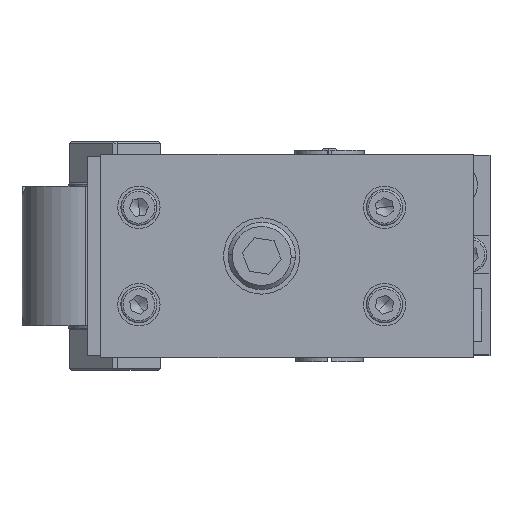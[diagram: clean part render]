
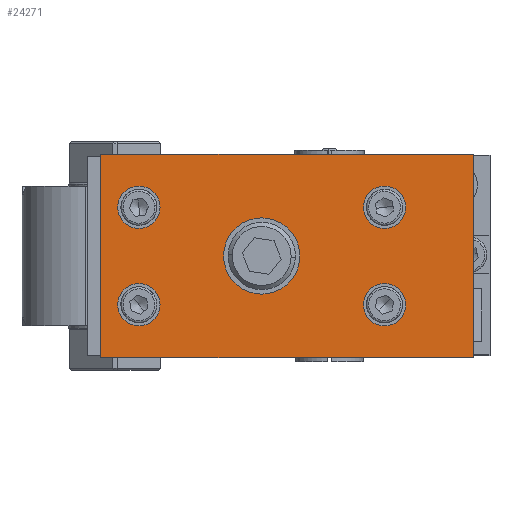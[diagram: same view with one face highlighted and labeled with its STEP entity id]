
A CAD part, left-side view. The second image highlights one B-rep face of the part: STEP entity #24271.
In plain terms, the highlighted planar face has unit normal (-1, 0, 0).
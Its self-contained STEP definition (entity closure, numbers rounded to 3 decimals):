
#17763=CARTESIAN_POINT('Vertex',(-242.2,-84.6,24.)) ;
#17766=CARTESIAN_POINT('Line Origine',(-242.2,-84.6,0.)) ;
#17770=CARTESIAN_POINT('Vertex',(-242.2,-84.6,-24.)) ;
#19054=CARTESIAN_POINT('Vertex',(-242.2,-58.6,11.5)) ;
#19057=CARTESIAN_POINT('Axis2P3D Location',(-242.2,-63.6,11.5)) ;
#19061=CARTESIAN_POINT('Vertex',(-242.2,-68.6,11.5)) ;
#19088=CARTESIAN_POINT('Axis2P3D Location',(-242.2,-63.6,11.5)) ;
#19092=CARTESIAN_POINT('Vertex',(-242.2,-63.582,16.5)) ;
#19112=CARTESIAN_POINT('Axis2P3D Location',(-242.2,-63.6,11.5)) ;
#19134=CARTESIAN_POINT('Axis2P3D Location',(-242.2,-5.6,-11.5)) ;
#19138=CARTESIAN_POINT('Vertex',(-242.2,-0.6,-11.5)) ;
#19140=CARTESIAN_POINT('Vertex',(-242.2,-10.6,-11.5)) ;
#19179=CARTESIAN_POINT('Axis2P3D Location',(-242.2,-5.6,-11.5)) ;
#19196=CARTESIAN_POINT('Axis2P3D Location',(-242.2,-34.6,0.)) ;
#19200=CARTESIAN_POINT('Vertex',(-242.2,-25.6,0.)) ;
#19202=CARTESIAN_POINT('Vertex',(-242.2,-43.6,0.)) ;
#19241=CARTESIAN_POINT('Axis2P3D Location',(-242.2,-34.6,0.)) ;
#19258=CARTESIAN_POINT('Axis2P3D Location',(-242.2,-63.6,-11.5)) ;
#19262=CARTESIAN_POINT('Vertex',(-242.2,-58.6,-11.5)) ;
#19264=CARTESIAN_POINT('Vertex',(-242.2,-68.6,-11.5)) ;
#19303=CARTESIAN_POINT('Axis2P3D Location',(-242.2,-63.6,-11.5)) ;
#19333=CARTESIAN_POINT('Vertex',(-242.2,-0.6,11.5)) ;
#19336=CARTESIAN_POINT('Axis2P3D Location',(-242.2,-5.6,11.5)) ;
#19340=CARTESIAN_POINT('Vertex',(-242.2,-10.6,11.5)) ;
#19360=CARTESIAN_POINT('Axis2P3D Location',(-242.2,-5.6,11.5)) ;
#24220=CARTESIAN_POINT('Axis2P3D Location',(-242.2,-40.6,0.)) ;
#24225=CARTESIAN_POINT('Line Origine',(-242.2,3.4,0.)) ;
#24229=CARTESIAN_POINT('Vertex',(-242.2,3.4,24.)) ;
#24231=CARTESIAN_POINT('Vertex',(-242.2,3.4,-24.)) ;
#24234=CARTESIAN_POINT('Line Origine',(-242.2,-40.6,-24.)) ;
#24239=CARTESIAN_POINT('Line Origine',(-242.2,-40.6,24.)) ;
#17767=DIRECTION('Vector Direction',(0.,0.,1.)) ;
#19058=DIRECTION('Axis2P3D Direction',(-1.,0.,0.)) ;
#19089=DIRECTION('Axis2P3D Direction',(-1.,0.,0.)) ;
#19113=DIRECTION('Axis2P3D Direction',(-1.,0.,0.)) ;
#19135=DIRECTION('Axis2P3D Direction',(-1.,0.,0.)) ;
#19180=DIRECTION('Axis2P3D Direction',(-1.,0.,0.)) ;
#19197=DIRECTION('Axis2P3D Direction',(-1.,0.,0.)) ;
#19242=DIRECTION('Axis2P3D Direction',(-1.,0.,0.)) ;
#19259=DIRECTION('Axis2P3D Direction',(-1.,0.,0.)) ;
#19304=DIRECTION('Axis2P3D Direction',(-1.,0.,0.)) ;
#19337=DIRECTION('Axis2P3D Direction',(-1.,0.,0.)) ;
#19361=DIRECTION('Axis2P3D Direction',(-1.,0.,0.)) ;
#24221=DIRECTION('Axis2P3D Direction',(1.,0.,0.)) ;
#24222=DIRECTION('Axis2P3D XDirection',(0.,1.,0.)) ;
#24226=DIRECTION('Vector Direction',(0.,0.,-1.)) ;
#24235=DIRECTION('Vector Direction',(0.,-1.,0.)) ;
#24240=DIRECTION('Vector Direction',(0.,1.,0.)) ;
#19059=AXIS2_PLACEMENT_3D('Circle Axis2P3D',#19057,#19058,$) ;
#19090=AXIS2_PLACEMENT_3D('Circle Axis2P3D',#19088,#19089,$) ;
#19114=AXIS2_PLACEMENT_3D('Circle Axis2P3D',#19112,#19113,$) ;
#19136=AXIS2_PLACEMENT_3D('Circle Axis2P3D',#19134,#19135,$) ;
#19181=AXIS2_PLACEMENT_3D('Circle Axis2P3D',#19179,#19180,$) ;
#19198=AXIS2_PLACEMENT_3D('Circle Axis2P3D',#19196,#19197,$) ;
#19243=AXIS2_PLACEMENT_3D('Circle Axis2P3D',#19241,#19242,$) ;
#19260=AXIS2_PLACEMENT_3D('Circle Axis2P3D',#19258,#19259,$) ;
#19305=AXIS2_PLACEMENT_3D('Circle Axis2P3D',#19303,#19304,$) ;
#19338=AXIS2_PLACEMENT_3D('Circle Axis2P3D',#19336,#19337,$) ;
#19362=AXIS2_PLACEMENT_3D('Circle Axis2P3D',#19360,#19361,$) ;
#24223=AXIS2_PLACEMENT_3D('Plane Axis2P3D',#24220,#24221,#24222) ;
#24245=ORIENTED_EDGE('',*,*,#24233,.T.) ;
#24246=ORIENTED_EDGE('',*,*,#24238,.T.) ;
#24247=ORIENTED_EDGE('',*,*,#17772,.T.) ;
#24248=ORIENTED_EDGE('',*,*,#24243,.T.) ;
#24251=ORIENTED_EDGE('',*,*,#19116,.T.) ;
#24252=ORIENTED_EDGE('',*,*,#19094,.T.) ;
#24253=ORIENTED_EDGE('',*,*,#19063,.T.) ;
#24256=ORIENTED_EDGE('',*,*,#19183,.T.) ;
#24257=ORIENTED_EDGE('',*,*,#19142,.T.) ;
#24260=ORIENTED_EDGE('',*,*,#19245,.T.) ;
#24261=ORIENTED_EDGE('',*,*,#19204,.T.) ;
#24264=ORIENTED_EDGE('',*,*,#19307,.T.) ;
#24265=ORIENTED_EDGE('',*,*,#19266,.T.) ;
#24268=ORIENTED_EDGE('',*,*,#19364,.T.) ;
#24269=ORIENTED_EDGE('',*,*,#19342,.T.) ;
#24254=FACE_BOUND('',#24250,.T.) ;
#24258=FACE_BOUND('',#24255,.T.) ;
#24262=FACE_BOUND('',#24259,.T.) ;
#24266=FACE_BOUND('',#24263,.T.) ;
#24270=FACE_BOUND('',#24267,.T.) ;
#17768=VECTOR('Line Direction',#17767,1.) ;
#24227=VECTOR('Line Direction',#24226,1.) ;
#24236=VECTOR('Line Direction',#24235,1.) ;
#24241=VECTOR('Line Direction',#24240,1.) ;
#24271=ADVANCED_FACE('ZYLINDERBODEN',(#24249,#24254,#24258,#24262,#24266,#24270),#24224,.F.) ;
#19060=CIRCLE('generated circle',#19059,5.) ;
#19091=CIRCLE('generated circle',#19090,5.) ;
#19115=CIRCLE('generated circle',#19114,5.) ;
#19137=CIRCLE('generated circle',#19136,5.) ;
#19182=CIRCLE('generated circle',#19181,5.) ;
#19199=CIRCLE('generated circle',#19198,9.) ;
#19244=CIRCLE('generated circle',#19243,9.) ;
#19261=CIRCLE('generated circle',#19260,5.) ;
#19306=CIRCLE('generated circle',#19305,5.) ;
#19339=CIRCLE('generated circle',#19338,5.) ;
#19363=CIRCLE('generated circle',#19362,5.) ;
#17772=EDGE_CURVE('',#17771,#17764,#17769,.T.) ;
#19063=EDGE_CURVE('',#19062,#19055,#19060,.F.) ;
#19094=EDGE_CURVE('',#19093,#19062,#19091,.F.) ;
#19116=EDGE_CURVE('',#19055,#19093,#19115,.F.) ;
#19142=EDGE_CURVE('',#19139,#19141,#19137,.F.) ;
#19183=EDGE_CURVE('',#19141,#19139,#19182,.F.) ;
#19204=EDGE_CURVE('',#19201,#19203,#19199,.F.) ;
#19245=EDGE_CURVE('',#19203,#19201,#19244,.F.) ;
#19266=EDGE_CURVE('',#19263,#19265,#19261,.F.) ;
#19307=EDGE_CURVE('',#19265,#19263,#19306,.F.) ;
#19342=EDGE_CURVE('',#19341,#19334,#19339,.F.) ;
#19364=EDGE_CURVE('',#19334,#19341,#19363,.F.) ;
#24233=EDGE_CURVE('',#24230,#24232,#24228,.T.) ;
#24238=EDGE_CURVE('',#24232,#17771,#24237,.T.) ;
#24243=EDGE_CURVE('',#17764,#24230,#24242,.T.) ;
#24244=EDGE_LOOP('',(#24245,#24246,#24247,#24248)) ;
#24250=EDGE_LOOP('',(#24251,#24252,#24253)) ;
#24255=EDGE_LOOP('',(#24256,#24257)) ;
#24259=EDGE_LOOP('',(#24260,#24261)) ;
#24263=EDGE_LOOP('',(#24264,#24265)) ;
#24267=EDGE_LOOP('',(#24268,#24269)) ;
#24249=FACE_OUTER_BOUND('',#24244,.T.) ;
#17769=LINE('Line',#17766,#17768) ;
#24228=LINE('Line',#24225,#24227) ;
#24237=LINE('Line',#24234,#24236) ;
#24242=LINE('Line',#24239,#24241) ;
#24224=PLANE('Plane',#24223) ;
#17764=VERTEX_POINT('',#17763) ;
#17771=VERTEX_POINT('',#17770) ;
#19055=VERTEX_POINT('',#19054) ;
#19062=VERTEX_POINT('',#19061) ;
#19093=VERTEX_POINT('',#19092) ;
#19139=VERTEX_POINT('',#19138) ;
#19141=VERTEX_POINT('',#19140) ;
#19201=VERTEX_POINT('',#19200) ;
#19203=VERTEX_POINT('',#19202) ;
#19263=VERTEX_POINT('',#19262) ;
#19265=VERTEX_POINT('',#19264) ;
#19334=VERTEX_POINT('',#19333) ;
#19341=VERTEX_POINT('',#19340) ;
#24230=VERTEX_POINT('',#24229) ;
#24232=VERTEX_POINT('',#24231) ;
